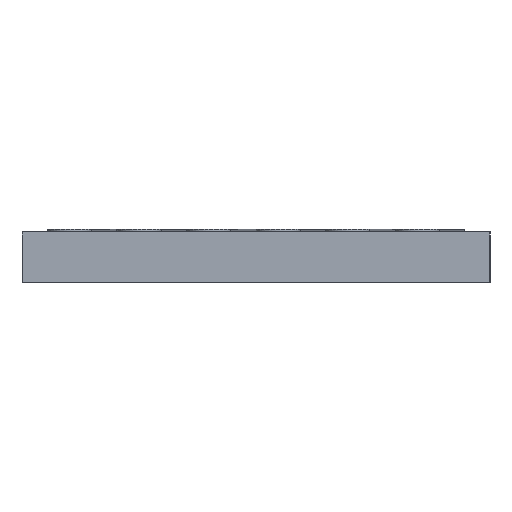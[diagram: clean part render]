
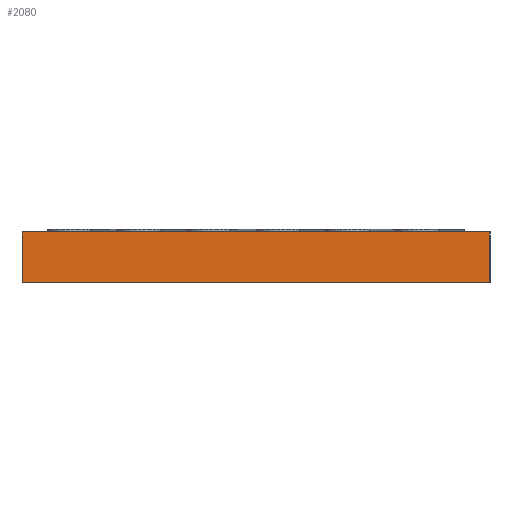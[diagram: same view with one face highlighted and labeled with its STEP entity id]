
A CAD part, left-side view. The second image highlights one B-rep face of the part: STEP entity #2080.
In plain terms, the highlighted planar face has unit normal (-1, 0, 0).
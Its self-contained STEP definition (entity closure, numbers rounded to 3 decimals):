
#2080=ADVANCED_FACE('',(#2746),#2442,.T.);
#2442=PLANE('',#10983);
#2746=FACE_OUTER_BOUND('',#3528,.T.);
#3528=EDGE_LOOP('',(#5637,#5638,#5639,#5640));
#5637=ORIENTED_EDGE('',*,*,#8451,.F.);
#5638=ORIENTED_EDGE('',*,*,#8390,.T.);
#5639=ORIENTED_EDGE('',*,*,#8449,.T.);
#5640=ORIENTED_EDGE('',*,*,#8315,.T.);
#7187=VERTEX_POINT('',#16342);
#7189=VERTEX_POINT('',#16346);
#7252=VERTEX_POINT('',#16492);
#7253=VERTEX_POINT('',#16494);
#8315=EDGE_CURVE('',#7187,#7189,#9148,.T.);
#8390=EDGE_CURVE('',#7253,#7252,#9187,.T.);
#8449=EDGE_CURVE('',#7252,#7187,#9237,.T.);
#8451=EDGE_CURVE('',#7253,#7189,#9239,.T.);
#9148=LINE('',#16347,#9866);
#9187=LINE('',#16493,#9905);
#9237=LINE('',#16587,#9955);
#9239=LINE('',#16590,#9957);
#9866=VECTOR('',#13331,1.);
#9905=VECTOR('',#13458,1.);
#9955=VECTOR('',#13576,1.);
#9957=VECTOR('',#13580,1.);
#10983=AXIS2_PLACEMENT_3D('',#16591,#13581,#13582);
#13331=DIRECTION('',(0.,1.,0.));
#13458=DIRECTION('',(0.,-1.,0.));
#13576=DIRECTION('',(0.,0.,1.));
#13580=DIRECTION('',(0.,0.,1.));
#13581=DIRECTION('',(-1.,0.,0.));
#13582=DIRECTION('',(0.,0.,1.));
#16342=CARTESIAN_POINT('',(-200.,-185.,-2.));
#16346=CARTESIAN_POINT('',(-200.,185.,-2.));
#16347=CARTESIAN_POINT('',(-200.,0.,-2.));
#16492=CARTESIAN_POINT('',(-200.,-185.,-42.));
#16493=CARTESIAN_POINT('',(-200.,0.,-42.));
#16494=CARTESIAN_POINT('',(-200.,185.,-42.));
#16587=CARTESIAN_POINT('',(-200.,-185.,-33.));
#16590=CARTESIAN_POINT('',(-200.,185.,-33.));
#16591=CARTESIAN_POINT('',(-200.,0.,-33.));
